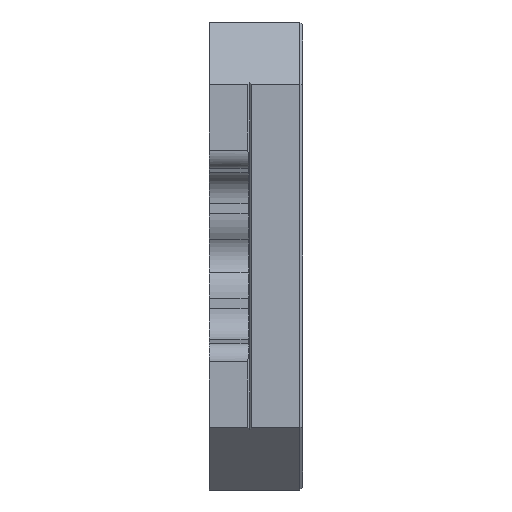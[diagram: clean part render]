
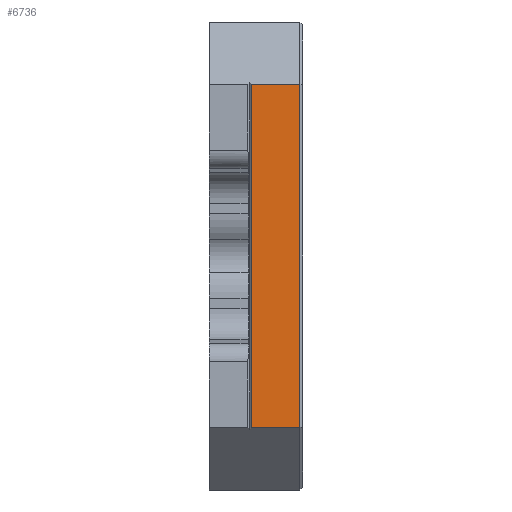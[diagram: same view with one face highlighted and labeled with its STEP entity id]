
A CAD part, left-side view. The second image highlights one B-rep face of the part: STEP entity #6736.
In plain terms, the highlighted planar face has unit normal (-1, 0, 0).
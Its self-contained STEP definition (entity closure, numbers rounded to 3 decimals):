
#639=DIRECTION('',(0.,-1.,0.));
#640=VECTOR('',#639,15.5);
#641=CARTESIAN_POINT('',(-84.,16.4,-55.));
#642=LINE('',#641,#640);
#1662=DIRECTION('',(0.,0.,1.));
#1663=VECTOR('',#1662,110.);
#1664=CARTESIAN_POINT('',(-84.,0.9,-55.));
#1665=LINE('',#1664,#1663);
#1670=DIRECTION('',(0.,0.,1.));
#1671=VECTOR('',#1670,110.);
#1672=CARTESIAN_POINT('',(-84.,16.4,-55.));
#1673=LINE('',#1672,#1671);
#1674=DIRECTION('',(0.,-1.,0.));
#1675=VECTOR('',#1674,15.5);
#1676=CARTESIAN_POINT('',(-84.,16.4,55.));
#1677=LINE('',#1676,#1675);
#3894=CARTESIAN_POINT('',(-84.,16.4,55.));
#3896=VERTEX_POINT('',#3894);
#3901=CARTESIAN_POINT('',(-84.,0.9,55.));
#3902=VERTEX_POINT('',#3901);
#3905=CARTESIAN_POINT('',(-84.,16.4,-55.));
#3906=VERTEX_POINT('',#3905);
#3954=CARTESIAN_POINT('',(-84.,0.9,-55.));
#3955=VERTEX_POINT('',#3954);
#6725=CARTESIAN_POINT('',(-84.,8.65,0.));
#6726=DIRECTION('',(1.,0.,0.));
#6727=DIRECTION('',(0.,0.,1.));
#6728=AXIS2_PLACEMENT_3D('',#6725,#6726,#6727);
#6729=PLANE('',#6728);
#6730=ORIENTED_EDGE('',*,*,#5659,.T.);
#6731=ORIENTED_EDGE('',*,*,#6421,.T.);
#6732=ORIENTED_EDGE('',*,*,#6717,.F.);
#6733=ORIENTED_EDGE('',*,*,#5637,.F.);
#6734=EDGE_LOOP('',(#6730,#6731,#6732,#6733));
#6735=FACE_OUTER_BOUND('',#6734,.F.);
#5637=EDGE_CURVE('',#3906,#3955,#642,.T.);
#5659=EDGE_CURVE('',#3906,#3896,#1673,.T.);
#6421=EDGE_CURVE('',#3896,#3902,#1677,.T.);
#6717=EDGE_CURVE('',#3955,#3902,#1665,.T.);
#6736=ADVANCED_FACE('',(#6735),#6729,.F.);
